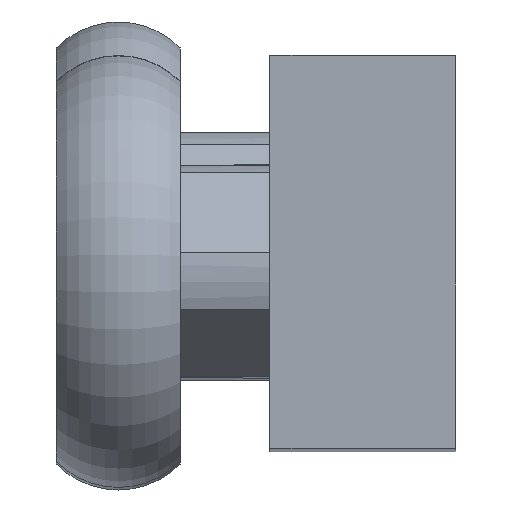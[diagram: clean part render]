
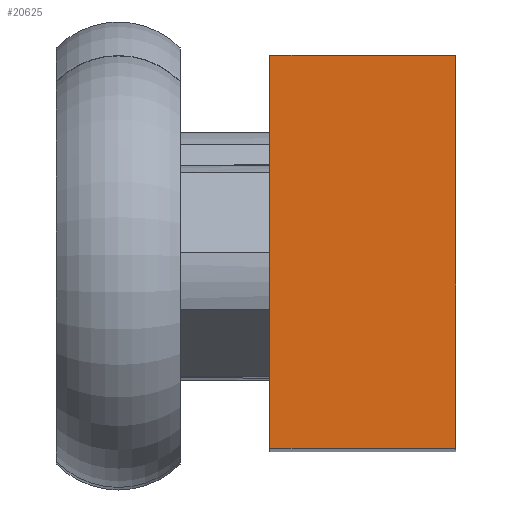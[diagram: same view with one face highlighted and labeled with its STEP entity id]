
A CAD part, top view. The second image highlights one B-rep face of the part: STEP entity #20625.
In plain terms, the highlighted planar face has unit normal (0, 0, 1).
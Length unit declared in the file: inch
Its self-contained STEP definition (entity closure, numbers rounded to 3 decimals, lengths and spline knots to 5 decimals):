
#3817 = CARTESIAN_POINT ( 'NONE',  ( 0.70079, 0.25, -0.7874 ) ) ;
#4737 = LINE ( 'NONE', #13494, #42907 ) ;
#5557 = VECTOR ( 'NONE', #50303, 39.37008 ) ;
#5707 = VERTEX_POINT ( 'NONE', #28966 ) ;
#11527 = CARTESIAN_POINT ( 'NONE',  ( 0.46457, 0.25, -0.7874 ) ) ;
#13447 = CARTESIAN_POINT ( 'NONE',  ( 0.45768, 0.25, -0.7874 ) ) ;
#13494 = CARTESIAN_POINT ( 'NONE',  ( 0.46457, 0.25, -0.7874 ) ) ;
#14310 = ORIENTED_EDGE ( 'NONE', *, *, #33883, .T. ) ;
#17018 = CARTESIAN_POINT ( 'NONE',  ( 0.70768, -0.25, -0.7874 ) ) ;
#17755 = VECTOR ( 'NONE', #55716, 39.37008 ) ;
#19171 = EDGE_CURVE ( 'NONE', #25406, #5707, #45056, .T. ) ;
#20625 = ADVANCED_FACE ( 'NONE', ( #51976 ), #41465, .T. ) ;
#21531 = EDGE_LOOP ( 'NONE', ( #42563, #44601, #14310, #59329 ) ) ;
#24657 = EDGE_CURVE ( 'NONE', #5707, #54026, #56309, .T. ) ;
#25406 = VERTEX_POINT ( 'NONE', #44414 ) ;
#28966 = CARTESIAN_POINT ( 'NONE',  ( 0.70079, -0.25, -0.7874 ) ) ;
#32628 = VERTEX_POINT ( 'NONE', #11527 ) ;
#33883 = EDGE_CURVE ( 'NONE', #54026, #32628, #34105, .T. ) ;
#34105 = LINE ( 'NONE', #37899, #50242 ) ;
#37899 = CARTESIAN_POINT ( 'NONE',  ( 0.70768, 0.25, -0.7874 ) ) ;
#41185 = CARTESIAN_POINT ( 'NONE',  ( 0.70079, 0.25, -0.7874 ) ) ;
#41465 = PLANE ( 'NONE',  #43061 ) ;
#42547 = DIRECTION ( 'NONE',  ( -1., 0., 0. ) ) ;
#42563 = ORIENTED_EDGE ( 'NONE', *, *, #19171, .T. ) ;
#42907 = VECTOR ( 'NONE', #51739, 39.37008 ) ;
#43061 = AXIS2_PLACEMENT_3D ( 'NONE', #13447, #61237, #55982 ) ;
#44414 = CARTESIAN_POINT ( 'NONE',  ( 0.46457, -0.25, -0.7874 ) ) ;
#44601 = ORIENTED_EDGE ( 'NONE', *, *, #24657, .T. ) ;
#44833 = EDGE_CURVE ( 'NONE', #32628, #25406, #4737, .T. ) ;
#45056 = LINE ( 'NONE', #17018, #5557 ) ;
#50242 = VECTOR ( 'NONE', #42547, 39.37008 ) ;
#50303 = DIRECTION ( 'NONE',  ( 1., 0., 0. ) ) ;
#51739 = DIRECTION ( 'NONE',  ( 0., -1., 0. ) ) ;
#51976 = FACE_OUTER_BOUND ( 'NONE', #21531, .T. ) ;
#54026 = VERTEX_POINT ( 'NONE', #41185 ) ;
#55716 = DIRECTION ( 'NONE',  ( 0., 1., 0. ) ) ;
#55982 = DIRECTION ( 'NONE',  ( 0., -1., 0. ) ) ;
#56309 = LINE ( 'NONE', #3817, #17755 ) ;
#59329 = ORIENTED_EDGE ( 'NONE', *, *, #44833, .T. ) ;
#61237 = DIRECTION ( 'NONE',  ( 0., 0., 1. ) ) ;
